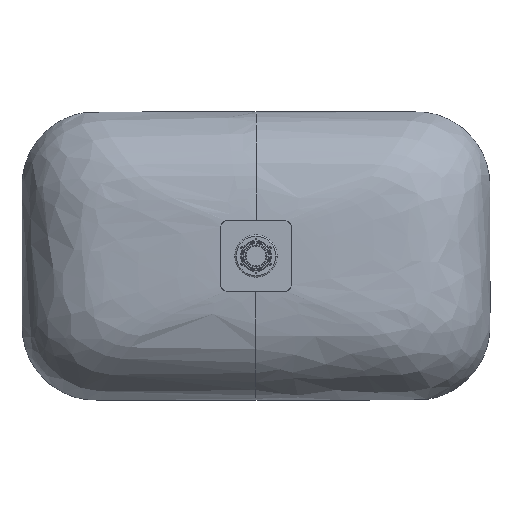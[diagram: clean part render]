
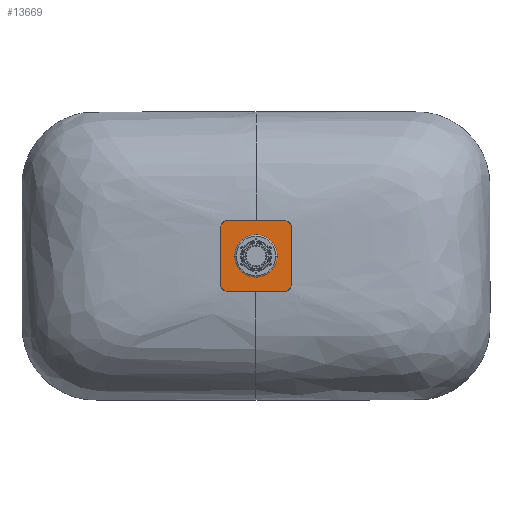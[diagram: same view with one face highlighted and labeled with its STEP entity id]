
A CAD part, front view. The second image highlights one B-rep face of the part: STEP entity #13669.
In plain terms, the highlighted planar face has unit normal (0, -1, 0).
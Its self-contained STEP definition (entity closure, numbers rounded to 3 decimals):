
#88 = ORIENTED_EDGE ( 'NONE', *, *, #2582, .T. ) ;
#465 = CARTESIAN_POINT ( 'NONE',  ( 0., -155., 0. ) ) ;
#652 = VERTEX_POINT ( 'NONE', #4759 ) ;
#817 = EDGE_CURVE ( 'NONE', #8165, #12491, #8213, .T. ) ;
#877 = CARTESIAN_POINT ( 'NONE',  ( 45., -155., 55. ) ) ;
#1137 = CIRCLE ( 'NONE', #7064, 10. ) ;
#1158 = AXIS2_PLACEMENT_3D ( 'NONE', #12856, #1775, #6718 ) ;
#1276 = CARTESIAN_POINT ( 'NONE',  ( 55., -155., 45. ) ) ;
#1284 = CARTESIAN_POINT ( 'NONE',  ( 30., -155., -30. ) ) ;
#1648 = ORIENTED_EDGE ( 'NONE', *, *, #13848, .T. ) ;
#1649 = CARTESIAN_POINT ( 'NONE',  ( 0., -155., -23. ) ) ;
#1671 = CIRCLE ( 'NONE', #1158, 10. ) ;
#1774 = DIRECTION ( 'NONE',  ( 0., -1., 0. ) ) ;
#1775 = DIRECTION ( 'NONE',  ( 0., -1., 0. ) ) ;
#1832 = VERTEX_POINT ( 'NONE', #12230 ) ;
#2052 = CARTESIAN_POINT ( 'NONE',  ( 55., -155., -45. ) ) ;
#2060 = DIRECTION ( 'NONE',  ( 0., 0., -1. ) ) ;
#2495 = FACE_BOUND ( 'NONE', #5713, .T. ) ;
#2517 = CIRCLE ( 'NONE', #14390, 10. ) ;
#2582 = EDGE_CURVE ( 'NONE', #12491, #12365, #1137, .T. ) ;
#2588 = ORIENTED_EDGE ( 'NONE', *, *, #10388, .T. ) ;
#3583 = DIRECTION ( 'NONE',  ( 0., -1., 0. ) ) ;
#3612 = DIRECTION ( 'NONE',  ( 0., 0., -1. ) ) ;
#3692 = CARTESIAN_POINT ( 'NONE',  ( 45., -155., -55. ) ) ;
#3954 = ORIENTED_EDGE ( 'NONE', *, *, #14869, .T. ) ;
#4014 = CARTESIAN_POINT ( 'NONE',  ( 45., -155., 55. ) ) ;
#4063 = CIRCLE ( 'NONE', #15688, 23. ) ;
#4105 = CARTESIAN_POINT ( 'NONE',  ( 45., -155., -45. ) ) ;
#4489 = EDGE_CURVE ( 'NONE', #652, #8165, #1671, .T. ) ;
#4674 = EDGE_CURVE ( 'NONE', #12365, #10524, #14768, .T. ) ;
#4759 = CARTESIAN_POINT ( 'NONE',  ( -45., -155., 55. ) ) ;
#5401 = DIRECTION ( 'NONE',  ( 0., -1., 0. ) ) ;
#5713 = EDGE_LOOP ( 'NONE', ( #7462, #15647 ) ) ;
#6061 = EDGE_CURVE ( 'NONE', #12553, #1832, #10860, .T. ) ;
#6210 = DIRECTION ( 'NONE',  ( 0., -1., 0. ) ) ;
#6717 = DIRECTION ( 'NONE',  ( 0., 0., -1. ) ) ;
#6718 = DIRECTION ( 'NONE',  ( 0., 0., -1. ) ) ;
#6796 = CARTESIAN_POINT ( 'NONE',  ( 45., -155., -55. ) ) ;
#6938 = ORIENTED_EDGE ( 'NONE', *, *, #4489, .T. ) ;
#6997 = DIRECTION ( 'NONE',  ( 0., 0., 1. ) ) ;
#7056 = VERTEX_POINT ( 'NONE', #8053 ) ;
#7064 = AXIS2_PLACEMENT_3D ( 'NONE', #9757, #14686, #3612 ) ;
#7425 = FACE_OUTER_BOUND ( 'NONE', #15790, .T. ) ;
#7462 = ORIENTED_EDGE ( 'NONE', *, *, #6061, .F. ) ;
#8053 = CARTESIAN_POINT ( 'NONE',  ( 55., -155., -45. ) ) ;
#8165 = VERTEX_POINT ( 'NONE', #10168 ) ;
#8213 = LINE ( 'NONE', #13147, #9751 ) ;
#8327 = ORIENTED_EDGE ( 'NONE', *, *, #11166, .T. ) ;
#8511 = DIRECTION ( 'NONE',  ( 0., 0., -1. ) ) ;
#8622 = DIRECTION ( 'NONE',  ( 1., 0., 0. ) ) ;
#8769 = ORIENTED_EDGE ( 'NONE', *, *, #817, .T. ) ;
#8950 = DIRECTION ( 'NONE',  ( -1., 0., 0. ) ) ;
#9044 = DIRECTION ( 'NONE',  ( 0., -1., 0. ) ) ;
#9580 = VERTEX_POINT ( 'NONE', #1276 ) ;
#9751 = VECTOR ( 'NONE', #2060, 1000. ) ;
#9757 = CARTESIAN_POINT ( 'NONE',  ( -45., -155., -45. ) ) ;
#9862 = AXIS2_PLACEMENT_3D ( 'NONE', #1284, #6210, #11147 ) ;
#10168 = CARTESIAN_POINT ( 'NONE',  ( -55., -155., 45. ) ) ;
#10214 = CARTESIAN_POINT ( 'NONE',  ( -55., -155., -45. ) ) ;
#10331 = DIRECTION ( 'NONE',  ( 0., 0., -1. ) ) ;
#10388 = EDGE_CURVE ( 'NONE', #10524, #7056, #2517, .T. ) ;
#10423 = EDGE_CURVE ( 'NONE', #1832, #12553, #4063, .T. ) ;
#10524 = VERTEX_POINT ( 'NONE', #6796 ) ;
#10671 = VERTEX_POINT ( 'NONE', #877 ) ;
#10860 = CIRCLE ( 'NONE', #12931, 23. ) ;
#11121 = CARTESIAN_POINT ( 'NONE',  ( -45., -155., -55. ) ) ;
#11147 = DIRECTION ( 'NONE',  ( 0., 0., -1. ) ) ;
#11166 = EDGE_CURVE ( 'NONE', #9580, #10671, #13605, .T. ) ;
#11222 = VECTOR ( 'NONE', #8622, 1000. ) ;
#12171 = VECTOR ( 'NONE', #6997, 1000. ) ;
#12230 = CARTESIAN_POINT ( 'NONE',  ( 0., -155., 23. ) ) ;
#12359 = PLANE ( 'NONE',  #9862 ) ;
#12365 = VERTEX_POINT ( 'NONE', #11121 ) ;
#12491 = VERTEX_POINT ( 'NONE', #10214 ) ;
#12553 = VERTEX_POINT ( 'NONE', #1649 ) ;
#12825 = AXIS2_PLACEMENT_3D ( 'NONE', #12855, #1774, #6717 ) ;
#12855 = CARTESIAN_POINT ( 'NONE',  ( 45., -155., 45. ) ) ;
#12856 = CARTESIAN_POINT ( 'NONE',  ( -45., -155., 45. ) ) ;
#12931 = AXIS2_PLACEMENT_3D ( 'NONE', #14652, #3583, #8511 ) ;
#13139 = LINE ( 'NONE', #2052, #12171 ) ;
#13147 = CARTESIAN_POINT ( 'NONE',  ( -55., -155., -45. ) ) ;
#13605 = CIRCLE ( 'NONE', #12825, 10. ) ;
#13669 = ADVANCED_FACE ( 'NONE', ( #2495, #7425 ), #12359, .T. ) ;
#13848 = EDGE_CURVE ( 'NONE', #10671, #652, #15099, .T. ) ;
#13985 = DIRECTION ( 'NONE',  ( 0., 0., -1. ) ) ;
#14390 = AXIS2_PLACEMENT_3D ( 'NONE', #4105, #9044, #13985 ) ;
#14511 = VECTOR ( 'NONE', #8950, 1000. ) ;
#14652 = CARTESIAN_POINT ( 'NONE',  ( 0., -155., 0. ) ) ;
#14686 = DIRECTION ( 'NONE',  ( 0., -1., 0. ) ) ;
#14768 = LINE ( 'NONE', #3692, #11222 ) ;
#14869 = EDGE_CURVE ( 'NONE', #7056, #9580, #13139, .T. ) ;
#15099 = LINE ( 'NONE', #4014, #14511 ) ;
#15647 = ORIENTED_EDGE ( 'NONE', *, *, #10423, .F. ) ;
#15688 = AXIS2_PLACEMENT_3D ( 'NONE', #465, #5401, #10331 ) ;
#15790 = EDGE_LOOP ( 'NONE', ( #3954, #8327, #1648, #6938, #8769, #88, #16004, #2588 ) ) ;
#16004 = ORIENTED_EDGE ( 'NONE', *, *, #4674, .T. ) ;
